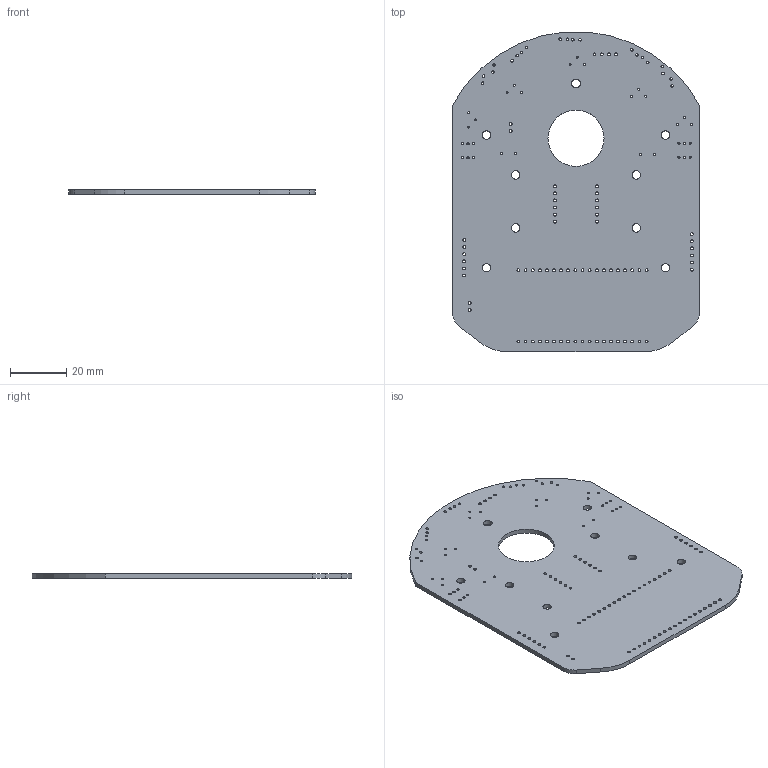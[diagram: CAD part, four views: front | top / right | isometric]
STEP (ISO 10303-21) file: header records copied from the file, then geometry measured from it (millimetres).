
FILE_DESCRIPTION(/* description */ ('STEP AP242','CAx-IF Rec.Pracs.---Representation and Presentation of Product Manufacturing Information (PMI)---4.0---2014-10-13','CAx-IF Rec.Pracs.---3D Tessellated Geometry---0.4---2014-09-14','2;1'),/* implementation_level */ '2;1');
FILE_NAME(/* name */ 'Assembly 3 - _autosave-Micromouse_PCB',/* time_stamp */ '2024-08-31T21:15:47Z',/* author */ (''),/* organization */ (''),/* preprocessor_version */ 'ST-DEVELOPER v20',/* originating_system */ ' ',/* authorisation */ ' ');
FILE_SCHEMA (('AP242_MANAGED_MODEL_BASED_3D_ENGINEERING_MIM_LF { 1 0 10303 442 1 1 4 }'));
Length unit declared in the file: millimetre
Products named in the file (1): _autosave-Micromouse_PCB
Bounding box: 88 x 114.08 x 1.6 mm (x, y, z)
Volume: 14018.8 mm3; surface area: 18896.3 mm2
Topology: 1 solids, 1 shells, 143 faces, 423 edges, 282 vertices
Faces by surface type: cylinder 136, plane 7
Full cylindrical faces by diameter (mm): 0.711 x4, 0.714 x15, 0.8 x12, 0.889 x10, 0.9 x10, 1 x28, 1.04 x38, 1.05 x4, 3 x8, 3.2 x1, 20 x1
Entity records: 4840 total; most frequent: DIRECTION 852, CARTESIAN_POINT 718, ORIENTED_EDGE 584, EDGE_LOOP 536, FACE_BOUND 536, AXIS2_PLACEMENT_3D 416, EDGE_CURVE 292, VERTEX_POINT 282
